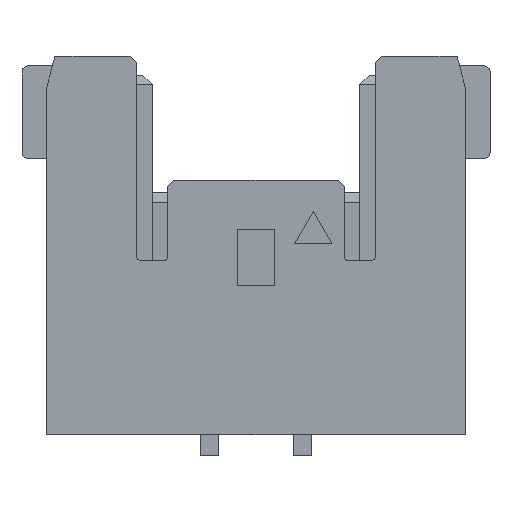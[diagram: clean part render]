
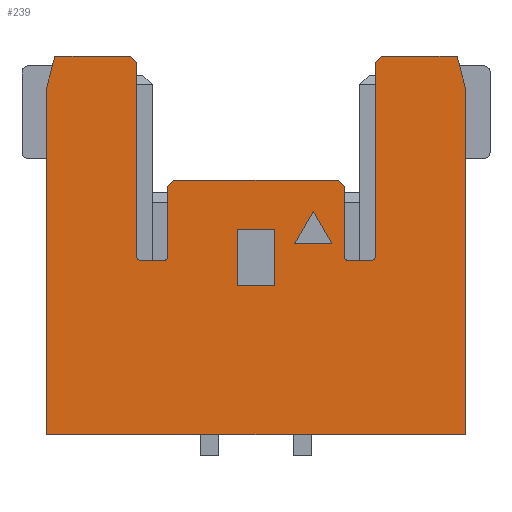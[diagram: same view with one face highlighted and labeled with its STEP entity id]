
A CAD part, top view. The second image highlights one B-rep face of the part: STEP entity #239.
In plain terms, the highlighted planar face has unit normal (0, 0, 1).
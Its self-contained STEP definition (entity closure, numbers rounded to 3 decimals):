
#239=ADVANCED_FACE('',(#656,#657,#658),#659,.T.);
#656=FACE_OUTER_BOUND('',#1131,.T.);
#657=FACE_BOUND('',#1132,.T.);
#658=FACE_BOUND('',#1133,.T.);
#659=PLANE('',#1134);
#1131=EDGE_LOOP('',(#2821,#2822,#2823,#2824,#2825,#2826,#2827,#2828,#2829,#2830,#2831,#2832,#2833,#2834,#2835,#2836,#2837,#2838,#2839,#2840,#2841,#2842));
#1132=EDGE_LOOP('',(#2843,#2844,#2845));
#1133=EDGE_LOOP('',(#2846,#2847,#2848,#2849));
#1134=AXIS2_PLACEMENT_3D('',#2850,#2851,#2852);
#2821=ORIENTED_EDGE('',*,*,#3852,.F.);
#2822=ORIENTED_EDGE('',*,*,#3471,.T.);
#2823=ORIENTED_EDGE('',*,*,#3851,.T.);
#2824=ORIENTED_EDGE('',*,*,#3845,.T.);
#2825=ORIENTED_EDGE('',*,*,#3821,.T.);
#2826=ORIENTED_EDGE('',*,*,#3533,.T.);
#2827=ORIENTED_EDGE('',*,*,#3853,.T.);
#2828=ORIENTED_EDGE('',*,*,#3549,.T.);
#2829=ORIENTED_EDGE('',*,*,#3854,.F.);
#2830=ORIENTED_EDGE('',*,*,#3487,.F.);
#2831=ORIENTED_EDGE('',*,*,#3855,.F.);
#2832=ORIENTED_EDGE('',*,*,#3856,.F.);
#2833=ORIENTED_EDGE('',*,*,#3857,.F.);
#2834=ORIENTED_EDGE('',*,*,#3858,.F.);
#2835=ORIENTED_EDGE('',*,*,#3859,.F.);
#2836=ORIENTED_EDGE('',*,*,#3860,.T.);
#2837=ORIENTED_EDGE('',*,*,#3861,.F.);
#2838=ORIENTED_EDGE('',*,*,#3862,.F.);
#2839=ORIENTED_EDGE('',*,*,#3863,.F.);
#2840=ORIENTED_EDGE('',*,*,#3864,.F.);
#2841=ORIENTED_EDGE('',*,*,#3865,.F.);
#2842=ORIENTED_EDGE('',*,*,#3866,.F.);
#2843=ORIENTED_EDGE('',*,*,#3867,.F.);
#2844=ORIENTED_EDGE('',*,*,#3868,.F.);
#2845=ORIENTED_EDGE('',*,*,#3869,.F.);
#2846=ORIENTED_EDGE('',*,*,#3870,.F.);
#2847=ORIENTED_EDGE('',*,*,#3871,.F.);
#2848=ORIENTED_EDGE('',*,*,#3872,.F.);
#2849=ORIENTED_EDGE('',*,*,#3873,.F.);
#2850=CARTESIAN_POINT('',(0.0,0.0,0.98));
#2851=DIRECTION('',(0.0,0.0,1.0));
#2852=DIRECTION('',(1.0,0.0,0.0));
#3471=EDGE_CURVE('',#4282,#4280,#4283,.T.);
#3487=EDGE_CURVE('',#4310,#4312,#4313,.T.);
#3533=EDGE_CURVE('',#4386,#4384,#4387,.T.);
#3549=EDGE_CURVE('',#4414,#4412,#4415,.T.);
#3821=EDGE_CURVE('',#4868,#4386,#4869,.T.);
#3845=EDGE_CURVE('',#4897,#4868,#4898,.T.);
#3851=EDGE_CURVE('',#4280,#4897,#4906,.T.);
#3852=EDGE_CURVE('',#4282,#4907,#4908,.T.);
#3853=EDGE_CURVE('',#4384,#4414,#4909,.T.);
#3854=EDGE_CURVE('',#4312,#4412,#4910,.T.);
#3855=EDGE_CURVE('',#4911,#4310,#4912,.T.);
#3856=EDGE_CURVE('',#4913,#4911,#4914,.T.);
#3857=EDGE_CURVE('',#4915,#4913,#4916,.T.);
#3858=EDGE_CURVE('',#4917,#4915,#4918,.T.);
#3859=EDGE_CURVE('',#4919,#4917,#4920,.T.);
#3860=EDGE_CURVE('',#4919,#4921,#4922,.T.);
#3861=EDGE_CURVE('',#4923,#4921,#4924,.T.);
#3862=EDGE_CURVE('',#4925,#4923,#4926,.T.);
#3863=EDGE_CURVE('',#4927,#4925,#4928,.T.);
#3864=EDGE_CURVE('',#4929,#4927,#4930,.T.);
#3865=EDGE_CURVE('',#4931,#4929,#4932,.T.);
#3866=EDGE_CURVE('',#4907,#4931,#4933,.T.);
#3867=EDGE_CURVE('',#4934,#4935,#4936,.T.);
#3868=EDGE_CURVE('',#4937,#4934,#4938,.T.);
#3869=EDGE_CURVE('',#4935,#4937,#4939,.T.);
#3870=EDGE_CURVE('',#4940,#4941,#4942,.T.);
#3871=EDGE_CURVE('',#4943,#4940,#4944,.T.);
#3872=EDGE_CURVE('',#4945,#4943,#4946,.T.);
#3873=EDGE_CURVE('',#4941,#4945,#4947,.T.);
#4280=VERTEX_POINT('',#5533);
#4282=VERTEX_POINT('',#5536);
#4283=LINE('',#5537,#5538);
#4310=VERTEX_POINT('',#5579);
#4312=VERTEX_POINT('',#5582);
#4313=LINE('',#5583,#5584);
#4384=VERTEX_POINT('',#5699);
#4386=VERTEX_POINT('',#5702);
#4387=LINE('',#5703,#5704);
#4412=VERTEX_POINT('',#5743);
#4414=VERTEX_POINT('',#5746);
#4415=LINE('',#5747,#5748);
#4868=VERTEX_POINT('',#6424);
#4869=LINE('',#6425,#6426);
#4897=VERTEX_POINT('',#6477);
#4898=LINE('',#6478,#6479);
#4906=LINE('',#6492,#6493);
#4907=VERTEX_POINT('',#6494);
#4908=LINE('',#6495,#6496);
#4909=LINE('',#6497,#6498);
#4910=LINE('',#6499,#6500);
#4911=VERTEX_POINT('',#6501);
#4912=CIRCLE('',#6502,0.08);
#4913=VERTEX_POINT('',#6503);
#4914=LINE('',#6504,#6505);
#4915=VERTEX_POINT('',#6506);
#4916=CIRCLE('',#6507,0.08);
#4917=VERTEX_POINT('',#6508);
#4918=LINE('',#6509,#6510);
#4919=VERTEX_POINT('',#6511);
#4920=LINE('',#6512,#6513);
#4921=VERTEX_POINT('',#6514);
#4922=LINE('',#6515,#6516);
#4923=VERTEX_POINT('',#6517);
#4924=LINE('',#6518,#6519);
#4925=VERTEX_POINT('',#6520);
#4926=LINE('',#6521,#6522);
#4927=VERTEX_POINT('',#6523);
#4928=CIRCLE('',#6524,0.08);
#4929=VERTEX_POINT('',#6525);
#4930=LINE('',#6526,#6527);
#4931=VERTEX_POINT('',#6528);
#4932=CIRCLE('',#6529,0.08);
#4933=LINE('',#6530,#6531);
#4934=VERTEX_POINT('',#6532);
#4935=VERTEX_POINT('',#6533);
#4936=LINE('',#6534,#6535);
#4937=VERTEX_POINT('',#6536);
#4938=LINE('',#6537,#6538);
#4939=LINE('',#6539,#6540);
#4940=VERTEX_POINT('',#6541);
#4941=VERTEX_POINT('',#6542);
#4942=LINE('',#6543,#6544);
#4943=VERTEX_POINT('',#6545);
#4944=LINE('',#6546,#6547);
#4945=VERTEX_POINT('',#6548);
#4946=LINE('',#6549,#6550);
#4947=LINE('',#6551,#6552);
#5533=CARTESIAN_POINT('',(-3.245,1.2,0.98));
#5536=CARTESIAN_POINT('',(-2.025,1.2,0.98));
#5537=CARTESIAN_POINT('',(-2.025,1.2,0.98));
#5538=VECTOR('',#6931,1.22);
#5579=CARTESIAN_POINT('',(1.925,-2.02,0.98));
#5582=CARTESIAN_POINT('',(1.925,1.1,0.98));
#5583=CARTESIAN_POINT('',(1.925,-2.02,0.98));
#5584=VECTOR('',#6947,3.12);
#5699=CARTESIAN_POINT('',(3.375,0.7,0.98));
#5702=CARTESIAN_POINT('',(3.375,-4.9,0.98));
#5703=CARTESIAN_POINT('',(3.375,-4.9,0.98));
#5704=VECTOR('',#6993,5.6);
#5743=CARTESIAN_POINT('',(2.025,1.2,0.98));
#5746=CARTESIAN_POINT('',(3.245,1.2,0.98));
#5747=CARTESIAN_POINT('',(3.245,1.2,0.98));
#5748=VECTOR('',#7009,1.22);
#6424=CARTESIAN_POINT('',(-3.375,-4.9,0.98));
#6425=CARTESIAN_POINT('',(-3.375,-4.9,0.98));
#6426=VECTOR('',#7377,6.75);
#6477=CARTESIAN_POINT('',(-3.375,0.7,0.98));
#6478=CARTESIAN_POINT('',(-3.375,0.7,0.98));
#6479=VECTOR('',#7401,5.6);
#6492=CARTESIAN_POINT('',(-3.245,1.2,0.98));
#6493=VECTOR('',#7407,0.517);
#6494=CARTESIAN_POINT('',(-1.925,1.1,0.98));
#6495=CARTESIAN_POINT('',(-2.025,1.2,0.98));
#6496=VECTOR('',#7408,0.141);
#6497=CARTESIAN_POINT('',(3.375,0.7,0.98));
#6498=VECTOR('',#7409,0.517);
#6499=CARTESIAN_POINT('',(1.925,1.1,0.98));
#6500=VECTOR('',#7410,0.141);
#6501=CARTESIAN_POINT('',(1.845,-2.1,0.98));
#6502=AXIS2_PLACEMENT_3D('',#7411,#7412,#7413);
#6503=CARTESIAN_POINT('',(1.505,-2.1,0.98));
#6504=CARTESIAN_POINT('',(1.505,-2.1,0.98));
#6505=VECTOR('',#7414,0.34);
#6506=CARTESIAN_POINT('',(1.425,-2.02,0.98));
#6507=AXIS2_PLACEMENT_3D('',#7415,#7416,#7417);
#6508=CARTESIAN_POINT('',(1.425,-0.9,0.98));
#6509=CARTESIAN_POINT('',(1.425,-0.9,0.98));
#6510=VECTOR('',#7418,1.12);
#6511=CARTESIAN_POINT('',(1.325,-0.8,0.98));
#6512=CARTESIAN_POINT('',(1.325,-0.8,0.98));
#6513=VECTOR('',#7419,0.141);
#6514=CARTESIAN_POINT('',(-1.325,-0.8,0.98));
#6515=CARTESIAN_POINT('',(1.325,-0.8,0.98));
#6516=VECTOR('',#7420,2.65);
#6517=CARTESIAN_POINT('',(-1.425,-0.9,0.98));
#6518=CARTESIAN_POINT('',(-1.425,-0.9,0.98));
#6519=VECTOR('',#7421,0.141);
#6520=CARTESIAN_POINT('',(-1.425,-2.02,0.98));
#6521=CARTESIAN_POINT('',(-1.425,-2.02,0.98));
#6522=VECTOR('',#7422,1.12);
#6523=CARTESIAN_POINT('',(-1.505,-2.1,0.98));
#6524=AXIS2_PLACEMENT_3D('',#7423,#7424,#7425);
#6525=CARTESIAN_POINT('',(-1.845,-2.1,0.98));
#6526=CARTESIAN_POINT('',(-1.845,-2.1,0.98));
#6527=VECTOR('',#7426,0.34);
#6528=CARTESIAN_POINT('',(-1.925,-2.02,0.98));
#6529=AXIS2_PLACEMENT_3D('',#7427,#7428,#7429);
#6530=CARTESIAN_POINT('',(-1.925,1.1,0.98));
#6531=VECTOR('',#7430,3.12);
#6532=CARTESIAN_POINT('',(1.225,-1.82,0.98));
#6533=CARTESIAN_POINT('',(0.925,-1.3,0.98));
#6534=CARTESIAN_POINT('',(1.225,-1.82,0.98));
#6535=VECTOR('',#7431,0.6);
#6536=CARTESIAN_POINT('',(0.625,-1.82,0.98));
#6537=CARTESIAN_POINT('',(0.625,-1.82,0.98));
#6538=VECTOR('',#7432,0.6);
#6539=CARTESIAN_POINT('',(0.925,-1.3,0.98));
#6540=VECTOR('',#7433,0.6);
#6541=CARTESIAN_POINT('',(0.3,-1.6,0.98));
#6542=CARTESIAN_POINT('',(-0.3,-1.6,0.98));
#6543=CARTESIAN_POINT('',(0.3,-1.6,0.98));
#6544=VECTOR('',#7434,0.6);
#6545=CARTESIAN_POINT('',(0.3,-2.5,0.98));
#6546=CARTESIAN_POINT('',(0.3,-2.5,0.98));
#6547=VECTOR('',#7435,0.9);
#6548=CARTESIAN_POINT('',(-0.3,-2.5,0.98));
#6549=CARTESIAN_POINT('',(-0.3,-2.5,0.98));
#6550=VECTOR('',#7436,0.6);
#6551=CARTESIAN_POINT('',(-0.3,-1.6,0.98));
#6552=VECTOR('',#7437,0.9);
#6931=DIRECTION('',(-1.0,0.0,0.0));
#6947=DIRECTION('',(0.0,1.0,0.0));
#6993=DIRECTION('',(0.0,1.0,0.0));
#7009=DIRECTION('',(-1.0,0.0,0.0));
#7377=DIRECTION('',(1.0,0.0,0.0));
#7401=DIRECTION('',(0.0,-1.0,0.0));
#7407=DIRECTION('',(-0.252,-0.968,0.0));
#7408=DIRECTION('',(0.707,-0.707,0.0));
#7409=DIRECTION('',(-0.252,0.968,0.0));
#7410=DIRECTION('',(0.707,0.707,0.0));
#7411=CARTESIAN_POINT('',(1.845,-2.02,0.98));
#7412=DIRECTION('',(0.0,0.0,1.0));
#7413=DIRECTION('',(0.0,-1.0,0.0));
#7414=DIRECTION('',(1.0,0.0,0.0));
#7415=CARTESIAN_POINT('',(1.505,-2.02,0.98));
#7416=DIRECTION('',(0.0,0.0,1.0));
#7417=DIRECTION('',(-1.0,0.0,0.0));
#7418=DIRECTION('',(0.0,-1.0,0.0));
#7419=DIRECTION('',(0.707,-0.707,0.0));
#7420=DIRECTION('',(-1.0,0.0,0.0));
#7421=DIRECTION('',(0.707,0.707,0.0));
#7422=DIRECTION('',(0.0,1.0,0.0));
#7423=CARTESIAN_POINT('',(-1.505,-2.02,0.98));
#7424=DIRECTION('',(0.0,0.0,1.0));
#7425=DIRECTION('',(0.0,-1.0,0.0));
#7426=DIRECTION('',(1.0,0.0,0.0));
#7427=CARTESIAN_POINT('',(-1.845,-2.02,0.98));
#7428=DIRECTION('',(0.0,0.0,1.0));
#7429=DIRECTION('',(-1.0,0.0,0.0));
#7430=DIRECTION('',(0.0,-1.0,0.0));
#7431=DIRECTION('',(-0.5,0.866,0.0));
#7432=DIRECTION('',(1.0,0.0,0.0));
#7433=DIRECTION('',(-0.5,-0.866,0.0));
#7434=DIRECTION('',(-1.0,0.0,0.0));
#7435=DIRECTION('',(0.0,1.0,0.0));
#7436=DIRECTION('',(1.0,0.0,0.0));
#7437=DIRECTION('',(0.0,-1.0,0.0));
